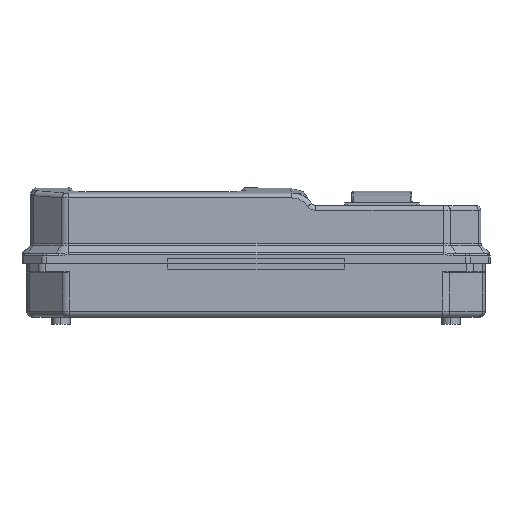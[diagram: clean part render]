
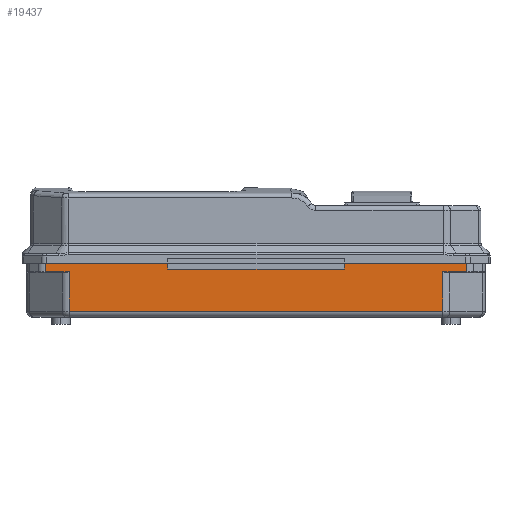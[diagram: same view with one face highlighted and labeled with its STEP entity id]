
A CAD part, left-side view. The second image highlights one B-rep face of the part: STEP entity #19437.
In plain terms, the highlighted planar face has unit normal (-1, 0, 0).
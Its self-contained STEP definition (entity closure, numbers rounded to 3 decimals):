
#327 = DIRECTION ( 'NONE',  ( 0., 0., -1. ) ) ;
#402 = CARTESIAN_POINT ( 'NONE',  ( -113.5, -191., 5. ) ) ;
#1033 = CARTESIAN_POINT ( 'NONE',  ( -113.5, 155.686, 38. ) ) ;
#1206 = VERTEX_POINT ( 'NONE', #16766 ) ;
#1231 = ORIENTED_EDGE ( 'NONE', *, *, #16429, .F. ) ;
#1661 = CARTESIAN_POINT ( 'NONE',  ( -113.5, -175.686, 45. ) ) ;
#1781 = VECTOR ( 'NONE', #27027, 1000. ) ;
#2069 = CARTESIAN_POINT ( 'NONE',  ( -113.5, 73.5, 35. ) ) ;
#2143 = VECTOR ( 'NONE', #3396, 1000. ) ;
#2219 = EDGE_CURVE ( 'NONE', #14946, #23244, #23505, .T. ) ;
#2254 = EDGE_CURVE ( 'NONE', #10373, #2550, #26768, .T. ) ;
#2550 = VERTEX_POINT ( 'NONE', #27121 ) ;
#3121 = CARTESIAN_POINT ( 'NONE',  ( -113.5, -155.686, 50. ) ) ;
#3396 = DIRECTION ( 'NONE',  ( 0., 0., -1. ) ) ;
#3663 = LINE ( 'NONE', #20818, #27905 ) ;
#3677 = EDGE_CURVE ( 'NONE', #25077, #23448, #7606, .T. ) ;
#4814 = VECTOR ( 'NONE', #29074, 1000. ) ;
#5151 = CARTESIAN_POINT ( 'NONE',  ( -113.5, -191., 50. ) ) ;
#5411 = LINE ( 'NONE', #402, #17938 ) ;
#5583 = CARTESIAN_POINT ( 'NONE',  ( -113.5, 155.686, 45. ) ) ;
#6207 = ORIENTED_EDGE ( 'NONE', *, *, #11890, .T. ) ;
#6220 = LINE ( 'NONE', #26720, #18759 ) ;
#6332 = ORIENTED_EDGE ( 'NONE', *, *, #27960, .T. ) ;
#7543 = DIRECTION ( 'NONE',  ( 0., 0., -1. ) ) ;
#7606 = LINE ( 'NONE', #3121, #19404 ) ;
#7731 = CARTESIAN_POINT ( 'NONE',  ( -113.5, -73.5, 40. ) ) ;
#8245 = EDGE_CURVE ( 'NONE', #2550, #16703, #27673, .T. ) ;
#8246 = VECTOR ( 'NONE', #10933, 1000. ) ;
#8331 = VERTEX_POINT ( 'NONE', #7731 ) ;
#9000 = ORIENTED_EDGE ( 'NONE', *, *, #8245, .T. ) ;
#9712 = VECTOR ( 'NONE', #22270, 1000. ) ;
#10373 = VERTEX_POINT ( 'NONE', #19231 ) ;
#10474 = LINE ( 'NONE', #27311, #8246 ) ;
#10933 = DIRECTION ( 'NONE',  ( 0., 0., -1. ) ) ;
#11221 = ORIENTED_EDGE ( 'NONE', *, *, #25230, .F. ) ;
#11802 = ORIENTED_EDGE ( 'NONE', *, *, #2219, .F. ) ;
#11890 = EDGE_CURVE ( 'NONE', #8331, #1206, #3663, .T. ) ;
#11961 = FACE_OUTER_BOUND ( 'NONE', #20734, .T. ) ;
#12293 = VERTEX_POINT ( 'NONE', #26977 ) ;
#12398 = DIRECTION ( 'NONE',  ( 0., 0., 1. ) ) ;
#12672 = DIRECTION ( 'NONE',  ( 0., -1., 0. ) ) ;
#12854 = CARTESIAN_POINT ( 'NONE',  ( -113.5, -73.5, 45. ) ) ;
#13398 = VECTOR ( 'NONE', #13795, 1000. ) ;
#13762 = EDGE_CURVE ( 'NONE', #16703, #25077, #5411, .T. ) ;
#13795 = DIRECTION ( 'NONE',  ( 0., 0., -1. ) ) ;
#13830 = ORIENTED_EDGE ( 'NONE', *, *, #20929, .T. ) ;
#14029 = AXIS2_PLACEMENT_3D ( 'NONE', #5151, #21638, #7543 ) ;
#14128 = LINE ( 'NONE', #2069, #13398 ) ;
#14412 = PLANE ( 'NONE',  #14029 ) ;
#14946 = VERTEX_POINT ( 'NONE', #22021 ) ;
#15165 = CARTESIAN_POINT ( 'NONE',  ( -113.5, -155.686, 5. ) ) ;
#15214 = VECTOR ( 'NONE', #327, 1000. ) ;
#16429 = EDGE_CURVE ( 'NONE', #19629, #12293, #28404, .T. ) ;
#16703 = VERTEX_POINT ( 'NONE', #23473 ) ;
#16766 = CARTESIAN_POINT ( 'NONE',  ( -113.5, 73.5, 40. ) ) ;
#16898 = DIRECTION ( 'NONE',  ( 0., -1., 0. ) ) ;
#17055 = CARTESIAN_POINT ( 'NONE',  ( -113.5, -155.686, 38. ) ) ;
#17314 = CARTESIAN_POINT ( 'NONE',  ( -113.5, 175.686, 37. ) ) ;
#17938 = VECTOR ( 'NONE', #16898, 1000. ) ;
#18759 = VECTOR ( 'NONE', #12672, 1000. ) ;
#19231 = CARTESIAN_POINT ( 'NONE',  ( -113.5, 175.686, 38. ) ) ;
#19404 = VECTOR ( 'NONE', #12398, 1000. ) ;
#19437 = ADVANCED_FACE ( 'NONE', ( #11961 ), #14412, .F. ) ;
#19495 = CARTESIAN_POINT ( 'NONE',  ( -113.5, -155.686, 45. ) ) ;
#19629 = VERTEX_POINT ( 'NONE', #12854 ) ;
#19731 = EDGE_CURVE ( 'NONE', #19629, #8331, #10474, .T. ) ;
#19881 = DIRECTION ( 'NONE',  ( 0., -1., 0. ) ) ;
#19969 = ORIENTED_EDGE ( 'NONE', *, *, #24112, .T. ) ;
#20467 = ORIENTED_EDGE ( 'NONE', *, *, #19731, .T. ) ;
#20734 = EDGE_LOOP ( 'NONE', ( #20467, #6207, #11221, #11802, #19969, #29916, #9000, #27615, #23308, #13830, #6332, #1231 ) ) ;
#20818 = CARTESIAN_POINT ( 'NONE',  ( -113.5, -88.366, 40. ) ) ;
#20929 = EDGE_CURVE ( 'NONE', #23448, #26593, #6220, .T. ) ;
#20956 = LINE ( 'NONE', #17314, #2143 ) ;
#21545 = CARTESIAN_POINT ( 'NONE',  ( -113.5, 155.686, 0. ) ) ;
#21638 = DIRECTION ( 'NONE',  ( 1., 0., 0. ) ) ;
#22021 = CARTESIAN_POINT ( 'NONE',  ( -113.5, 175.686, 45. ) ) ;
#22270 = DIRECTION ( 'NONE',  ( 0., -1., 0. ) ) ;
#22766 = VECTOR ( 'NONE', #19881, 1000. ) ;
#23233 = DIRECTION ( 'NONE',  ( 0., 1., 0. ) ) ;
#23244 = VERTEX_POINT ( 'NONE', #25556 ) ;
#23308 = ORIENTED_EDGE ( 'NONE', *, *, #3677, .T. ) ;
#23448 = VERTEX_POINT ( 'NONE', #17055 ) ;
#23473 = CARTESIAN_POINT ( 'NONE',  ( -113.5, 155.686, 5. ) ) ;
#23505 = LINE ( 'NONE', #5583, #22766 ) ;
#24112 = EDGE_CURVE ( 'NONE', #14946, #10373, #20956, .T. ) ;
#25077 = VERTEX_POINT ( 'NONE', #15165 ) ;
#25230 = EDGE_CURVE ( 'NONE', #23244, #1206, #14128, .T. ) ;
#25556 = CARTESIAN_POINT ( 'NONE',  ( -113.5, 73.5, 45. ) ) ;
#26095 = CARTESIAN_POINT ( 'NONE',  ( -113.5, -175.686, 38. ) ) ;
#26593 = VERTEX_POINT ( 'NONE', #26095 ) ;
#26720 = CARTESIAN_POINT ( 'NONE',  ( -113.5, -191., 38. ) ) ;
#26768 = LINE ( 'NONE', #1033, #1781 ) ;
#26977 = CARTESIAN_POINT ( 'NONE',  ( -113.5, -175.686, 45. ) ) ;
#27027 = DIRECTION ( 'NONE',  ( 0., -1., 0. ) ) ;
#27121 = CARTESIAN_POINT ( 'NONE',  ( -113.5, 155.686, 38. ) ) ;
#27311 = CARTESIAN_POINT ( 'NONE',  ( -113.5, -73.5, 35. ) ) ;
#27615 = ORIENTED_EDGE ( 'NONE', *, *, #13762, .T. ) ;
#27673 = LINE ( 'NONE', #21545, #15214 ) ;
#27905 = VECTOR ( 'NONE', #23233, 1000. ) ;
#27960 = EDGE_CURVE ( 'NONE', #26593, #12293, #29766, .T. ) ;
#28404 = LINE ( 'NONE', #19495, #9712 ) ;
#29074 = DIRECTION ( 'NONE',  ( 0., 0., 1. ) ) ;
#29766 = LINE ( 'NONE', #1661, #4814 ) ;
#29916 = ORIENTED_EDGE ( 'NONE', *, *, #2254, .T. ) ;
